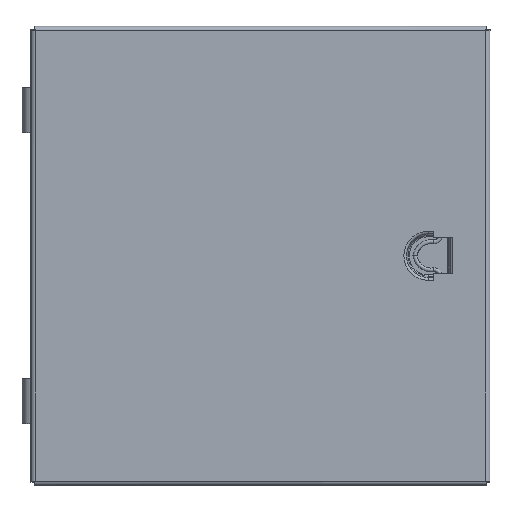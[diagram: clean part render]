
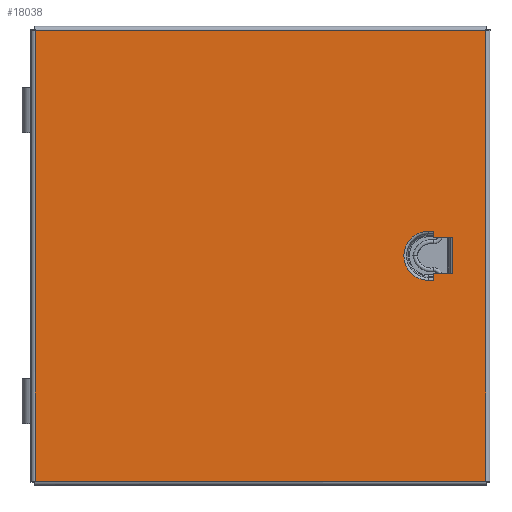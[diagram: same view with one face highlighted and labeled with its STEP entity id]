
A CAD part, top view. The second image highlights one B-rep face of the part: STEP entity #18038.
In plain terms, the highlighted planar face has unit normal (0, 0, 1).
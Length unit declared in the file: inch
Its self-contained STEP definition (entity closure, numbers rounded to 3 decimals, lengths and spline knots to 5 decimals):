
#1953=LINE($,#30194,#3685);
#1957=LINE($,#30205,#3689);
#1958=LINE($,#30214,#3690);
#1961=LINE($,#30220,#3693);
#1962=LINE($,#30222,#3694);
#1964=LINE($,#30226,#3696);
#1968=LINE($,#30232,#3700);
#1976=LINE($,#30259,#3708);
#1991=LINE($,#30358,#3723);
#2005=LINE($,#30456,#3737);
#2019=LINE($,#30553,#3751);
#3685=VECTOR($,#23717,0.8125);
#3689=VECTOR($,#23727,0.115);
#3690=VECTOR($,#23740,0.115);
#3693=VECTOR($,#23745,0.14171);
#3694=VECTOR($,#23748,0.43296);
#3696=VECTOR($,#23752,0.14171);
#3700=VECTOR($,#23758,0.43296);
#3708=VECTOR($,#23774,10.0635);
#3723=VECTOR($,#23803,10.0635);
#3737=VECTOR($,#23831,10.0635);
#3751=VECTOR($,#23859,10.0635);
#4396=PLANE($,#19415);
#4881=FACE_BOUND($,#6967,.T.);
#4882=FACE_BOUND($,#6968,.T.);
#6967=EDGE_LOOP($,(#16030,#16031,#16032,#16033,#16034,#16035,#16036,#16037));
#6968=EDGE_LOOP($,(#16038,#16039,#16040,#16041));
#7394=CIRCLE($,#19377,0.54796);
#8833=VERTEX_POINT($,#30187);
#8836=VERTEX_POINT($,#30192);
#8839=VERTEX_POINT($,#30202);
#8840=VERTEX_POINT($,#30204);
#8841=VERTEX_POINT($,#30208);
#8842=VERTEX_POINT($,#30212);
#8844=VERTEX_POINT($,#30218);
#8845=VERTEX_POINT($,#30225);
#8853=VERTEX_POINT($,#30250);
#8854=VERTEX_POINT($,#30258);
#8863=VERTEX_POINT($,#30350);
#8872=VERTEX_POINT($,#30448);
#11113=EDGE_CURVE($,#8836,#8833,#1953,.T.);
#11118=EDGE_CURVE($,#8839,#8840,#1957,.T.);
#11121=EDGE_CURVE($,#8841,#8839,#7394,.T.);
#11123=EDGE_CURVE($,#8842,#8841,#1958,.T.);
#11126=EDGE_CURVE($,#8842,#8844,#1961,.T.);
#11127=EDGE_CURVE($,#8833,#8844,#1962,.T.);
#11129=EDGE_CURVE($,#8840,#8845,#1964,.T.);
#11133=EDGE_CURVE($,#8836,#8845,#1968,.T.);
#11142=EDGE_CURVE($,#8854,#8853,#1976,.T.);
#11161=EDGE_CURVE($,#8853,#8863,#1991,.T.);
#11179=EDGE_CURVE($,#8863,#8872,#2005,.T.);
#11197=EDGE_CURVE($,#8872,#8854,#2019,.T.);
#16030=ORIENTED_EDGE($,*,*,#11133,.T.);
#16031=ORIENTED_EDGE($,*,*,#11129,.F.);
#16032=ORIENTED_EDGE($,*,*,#11118,.F.);
#16033=ORIENTED_EDGE($,*,*,#11121,.F.);
#16034=ORIENTED_EDGE($,*,*,#11123,.F.);
#16035=ORIENTED_EDGE($,*,*,#11126,.T.);
#16036=ORIENTED_EDGE($,*,*,#11127,.F.);
#16037=ORIENTED_EDGE($,*,*,#11113,.F.);
#16038=ORIENTED_EDGE($,*,*,#11142,.T.);
#16039=ORIENTED_EDGE($,*,*,#11161,.T.);
#16040=ORIENTED_EDGE($,*,*,#11179,.T.);
#16041=ORIENTED_EDGE($,*,*,#11197,.T.);
#18038=ADVANCED_FACE($,(#4881,#4882),#4396,.T.);
#19377=AXIS2_PLACEMENT_3D($,#30210,#23734,#23735);
#19415=AXIS2_PLACEMENT_3D($,#30638,#23883,#23884);
#23717=DIRECTION($,(0.,1.,0.));
#23727=DIRECTION($,(1.,0.,0.));
#23734=DIRECTION('center_axis',(0.,0.,1.));
#23735=DIRECTION('ref_axis',(-1.,0.,0.));
#23740=DIRECTION($,(-1.,0.,0.));
#23745=DIRECTION($,(0.,-1.,0.));
#23748=DIRECTION($,(-1.,0.,0.));
#23752=DIRECTION($,(0.,1.,0.));
#23758=DIRECTION($,(-1.,0.,0.));
#23774=DIRECTION($,(0.,-1.,0.));
#23803=DIRECTION($,(1.,0.,0.));
#23831=DIRECTION($,(0.,1.,0.));
#23859=DIRECTION($,(-1.,0.,0.));
#23883=DIRECTION('center_axis',(0.,0.,1.));
#23884=DIRECTION('ref_axis',(1.,0.,0.));
#30187=CARTESIAN_POINT('',(4.29796,0.40625,0.062));
#30192=CARTESIAN_POINT('',(4.29796,-0.40625,0.062));
#30194=CARTESIAN_POINT($,(4.29796,-0.25,0.062));
#30202=CARTESIAN_POINT('',(3.75,-0.54796,0.062));
#30204=CARTESIAN_POINT('',(3.865,-0.54796,0.062));
#30205=CARTESIAN_POINT($,(1.875,-0.54796,0.062));
#30208=CARTESIAN_POINT('',(3.75,0.54796,0.062));
#30210=CARTESIAN_POINT('Origin',(3.75,0.,0.062));
#30212=CARTESIAN_POINT('',(3.865,0.54796,0.062));
#30214=CARTESIAN_POINT($,(2.125,0.54796,0.062));
#30218=CARTESIAN_POINT('',(3.865,0.40625,0.062));
#30220=CARTESIAN_POINT($,(3.865,0.5,0.062));
#30222=CARTESIAN_POINT($,(2.125,0.40625,0.062));
#30225=CARTESIAN_POINT('',(3.865,-0.40625,0.062));
#30226=CARTESIAN_POINT($,(3.865,-0.25,0.062));
#30232=CARTESIAN_POINT($,(4.25,-0.40625,0.062));
#30250=CARTESIAN_POINT('',(-5.03175,-5.03175,0.062));
#30258=CARTESIAN_POINT('',(-5.03175,5.03175,0.062));
#30259=CARTESIAN_POINT($,(-5.03175,2.51588,0.062));
#30350=CARTESIAN_POINT('',(5.03175,-5.03175,0.062));
#30358=CARTESIAN_POINT($,(-2.51588,-5.03175,0.062));
#30448=CARTESIAN_POINT('',(5.03175,5.03175,0.062));
#30456=CARTESIAN_POINT($,(5.03175,-2.51588,0.062));
#30553=CARTESIAN_POINT($,(2.51588,5.03175,0.062));
#30638=CARTESIAN_POINT('Origin',(0.,0.,
0.062));
